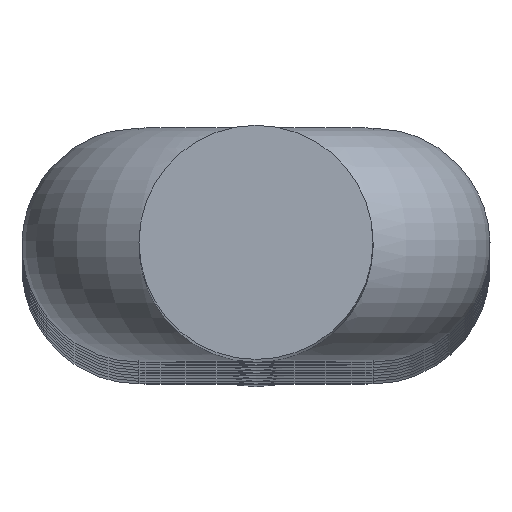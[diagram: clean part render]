
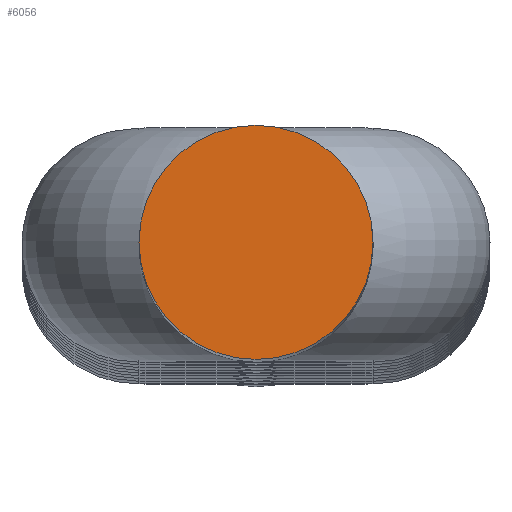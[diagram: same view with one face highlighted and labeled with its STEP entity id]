
A CAD part, top view. The second image highlights one B-rep face of the part: STEP entity #6056.
In plain terms, the highlighted planar face has unit normal (0, 0, 1).
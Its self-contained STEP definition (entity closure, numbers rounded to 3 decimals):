
#3835 = AXIS2_PLACEMENT_3D ( 'NONE', #12051, #9340, #6427 ) ;
#4210 = VERTEX_POINT ( 'NONE', #8985 ) ;
#6056 = ADVANCED_FACE ( 'NONE', ( #11274 ), #9714, .T. ) ;
#6246 = ORIENTED_EDGE ( 'NONE', *, *, #10649, .T. ) ;
#6427 = DIRECTION ( 'NONE',  ( 1., 0., 0. ) ) ;
#7824 = DIRECTION ( 'NONE',  ( 0., 0., 1. ) ) ;
#7873 = DIRECTION ( 'NONE',  ( 1., 0., 0. ) ) ;
#8985 = CARTESIAN_POINT ( 'NONE',  ( 15., 0., 1000. ) ) ;
#9340 = DIRECTION ( 'NONE',  ( 0., 0., 1. ) ) ;
#9714 = PLANE ( 'NONE',  #11072 ) ;
#10649 = EDGE_CURVE ( 'NONE', #4210, #4210, #10944, .T. ) ;
#10759 = CARTESIAN_POINT ( 'NONE',  ( 0., 0., 1000. ) ) ;
#10779 = EDGE_LOOP ( 'NONE', ( #6246 ) ) ;
#10944 = CIRCLE ( 'NONE', #3835, 15. ) ;
#11072 = AXIS2_PLACEMENT_3D ( 'NONE', #10759, #7824, #7873 ) ;
#11274 = FACE_OUTER_BOUND ( 'NONE', #10779, .T. ) ;
#12051 = CARTESIAN_POINT ( 'NONE',  ( 0., 0., 1000. ) ) ;
